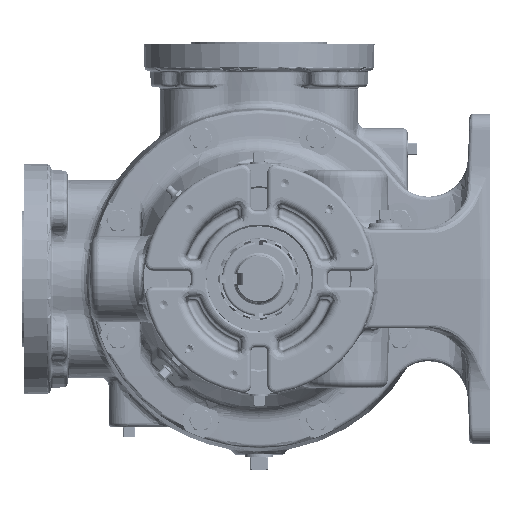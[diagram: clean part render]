
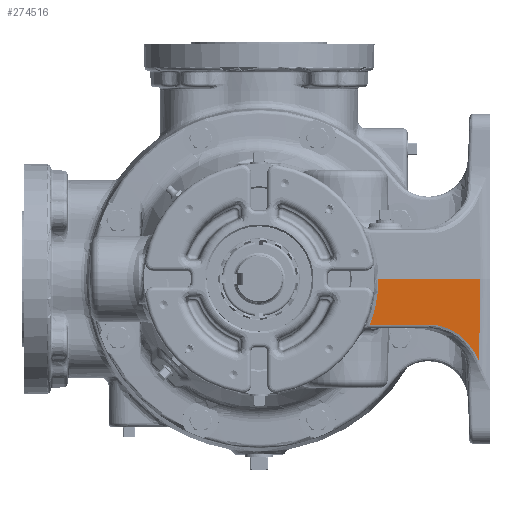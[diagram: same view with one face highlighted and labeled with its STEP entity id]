
A CAD part, left-side view. The second image highlights one B-rep face of the part: STEP entity #274516.
In plain terms, the highlighted planar face has unit normal (-0.642, -0.766, -0.035).
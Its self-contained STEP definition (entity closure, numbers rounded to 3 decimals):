
#978 = DIRECTION ( 'NONE',  ( 0.766, -0.643, 0. ) ) ;
#13729 =( BOUNDED_CURVE ( )  B_SPLINE_CURVE ( 3, ( #81862, #106145, #328220, #233322 ),
 .UNSPECIFIED., .F., .F. ) 
 B_SPLINE_CURVE_WITH_KNOTS ( ( 4, 4 ),
 ( 3.1, 3.454 ),
 .UNSPECIFIED. ) 
 CURVE ( )  GEOMETRIC_REPRESENTATION_ITEM ( )  RATIONAL_B_SPLINE_CURVE ( ( 1., 0.99, 0.99, 1. ) ) 
 REPRESENTATION_ITEM ( '' )  );
#26140 = ORIENTED_EDGE ( 'NONE', *, *, #35803, .F. ) ;
#34683 = CARTESIAN_POINT ( 'NONE',  ( -149.757, -169.359, -63.389 ) ) ;
#35803 = EDGE_CURVE ( 'NONE', #108287, #119676, #336334, .T. ) ;
#42429 =( BOUNDED_CURVE ( )  B_SPLINE_CURVE ( 3, ( #258670, #133479, #284996, #34683 ),
 .UNSPECIFIED., .F., .F. ) 
 B_SPLINE_CURVE_WITH_KNOTS ( ( 4, 4 ),
 ( 1.625, 2.7 ),
 .UNSPECIFIED. ) 
 CURVE ( )  GEOMETRIC_REPRESENTATION_ITEM ( )  RATIONAL_B_SPLINE_CURVE ( ( 1., 0.906, 0.906, 1. ) ) 
 REPRESENTATION_ITEM ( '' )  );
#63080 = EDGE_CURVE ( 'NONE', #108287, #350238, #13729, .T. ) ;
#74311 = VECTOR ( 'NONE', #397229, 1000. ) ;
#78504 = DIRECTION ( 'NONE',  ( -0.642, -0.766, -0.035 ) ) ;
#81862 = CARTESIAN_POINT ( 'NONE',  ( -245.542, -91.876, 0. ) ) ;
#88916 = DIRECTION ( 'NONE',  ( 0.766, -0.643, 0. ) ) ;
#106145 = CARTESIAN_POINT ( 'NONE',  ( -244.95, -91.824, -12.04 ) ) ;
#108034 = EDGE_CURVE ( 'NONE', #359137, #128067, #42429, .T. ) ;
#108287 = VERTEX_POINT ( 'NONE', #115105 ) ;
#109179 = VECTOR ( 'NONE', #978, 1000. ) ;
#113943 = EDGE_CURVE ( 'NONE', #128067, #119676, #175123, .T. ) ;
#115105 = CARTESIAN_POINT ( 'NONE',  ( -245.542, -91.876, 0. ) ) ;
#119676 = VERTEX_POINT ( 'NONE', #361347 ) ;
#128067 = VERTEX_POINT ( 'NONE', #342578 ) ;
#133479 = CARTESIAN_POINT ( 'NONE',  ( -176.835, -147.926, -35.158 ) ) ;
#144477 = CARTESIAN_POINT ( 'NONE',  ( -251.307, -85.435, -35.158 ) ) ;
#149369 = LINE ( 'NONE', #365524, #219629 ) ;
#153508 = ORIENTED_EDGE ( 'NONE', *, *, #378524, .T. ) ;
#154485 = CARTESIAN_POINT ( 'NONE',  ( -136.924, -183.017, 0. ) ) ;
#169317 = CARTESIAN_POINT ( 'NONE',  ( -136.924, -183.017, 0. ) ) ;
#175123 = LINE ( 'NONE', #395264, #74311 ) ;
#187051 = ORIENTED_EDGE ( 'NONE', *, *, #63080, .T. ) ;
#201647 = DIRECTION ( 'NONE',  ( 0.766, -0.643, 0. ) ) ;
#213227 = ORIENTED_EDGE ( 'NONE', *, *, #108034, .T. ) ;
#219629 = VECTOR ( 'NONE', #88916, 1000. ) ;
#233322 = CARTESIAN_POINT ( 'NONE',  ( -251.307, -85.435, -35.158 ) ) ;
#246866 = EDGE_LOOP ( 'NONE', ( #26140, #187051, #153508, #213227, #380661 ) ) ;
#258670 = CARTESIAN_POINT ( 'NONE',  ( -197.121, -130.903, -35.158 ) ) ;
#263107 = AXIS2_PLACEMENT_3D ( 'NONE', #169317, #78504, #201647 ) ;
#274516 = ADVANCED_FACE ( 'Defeatured_0_6356', ( #379499 ), #355165, .T. ) ;
#284996 = CARTESIAN_POINT ( 'NONE',  ( -159.408, -162.074, -45.545 ) ) ;
#310021 = CARTESIAN_POINT ( 'NONE',  ( -197.121, -130.903, -35.158 ) ) ;
#328220 = CARTESIAN_POINT ( 'NONE',  ( -246.892, -89.654, -23.882 ) ) ;
#336334 = LINE ( 'NONE', #154485, #109179 ) ;
#342578 = CARTESIAN_POINT ( 'NONE',  ( -149.757, -169.359, -63.389 ) ) ;
#350238 = VERTEX_POINT ( 'NONE', #144477 ) ;
#355165 = PLANE ( 'NONE',  #263107 ) ;
#359137 = VERTEX_POINT ( 'NONE', #310021 ) ;
#361347 = CARTESIAN_POINT ( 'NONE',  ( -151.971, -170.391, 0. ) ) ;
#365524 = CARTESIAN_POINT ( 'NONE',  ( -136.135, -182.077, -35.158 ) ) ;
#378524 = EDGE_CURVE ( 'NONE', #350238, #359137, #149369, .T. ) ;
#379499 = FACE_OUTER_BOUND ( 'NONE', #246866, .T. ) ;
#380661 = ORIENTED_EDGE ( 'NONE', *, *, #113943, .T. ) ;
#395264 = CARTESIAN_POINT ( 'NONE',  ( -151.967, -170.39, -0.096 ) ) ;
#397229 = DIRECTION ( 'NONE',  ( -0.035, -0.016, 0.999 ) ) ;
